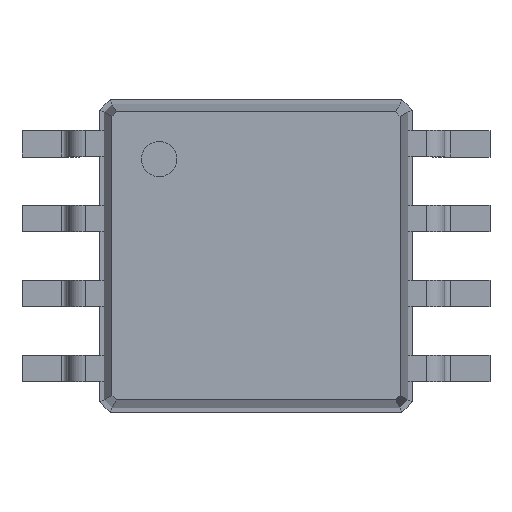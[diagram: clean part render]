
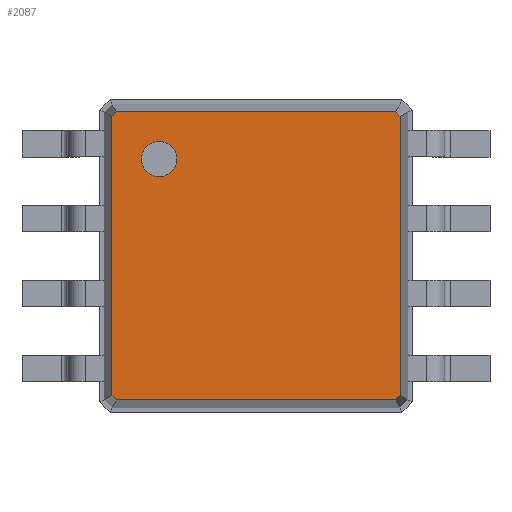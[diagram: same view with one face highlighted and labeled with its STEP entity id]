
A CAD part, top view. The second image highlights one B-rep face of the part: STEP entity #2087.
In plain terms, the highlighted planar face has unit normal (0, 0, 1).
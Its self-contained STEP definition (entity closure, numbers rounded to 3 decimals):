
#1054 = VERTEX_POINT('',#1055);
#1055 = CARTESIAN_POINT('',(2.444,-2.372,2.01));
#1060 = EDGE_CURVE('',#1061,#1054,#1063,.T.);
#1061 = VERTEX_POINT('',#1062);
#1062 = CARTESIAN_POINT('',(2.444,2.372,2.01));
#1063 = LINE('',#1064,#1065);
#1064 = CARTESIAN_POINT('',(2.444,2.372,2.01));
#1065 = VECTOR('',#1066,1.);
#1066 = DIRECTION('',(0.,-1.,0.));
#2051 = EDGE_CURVE('',#2052,#1061,#2054,.T.);
#2052 = VERTEX_POINT('',#2053);
#2053 = CARTESIAN_POINT('',(2.372,2.444,2.01));
#2054 = LINE('',#2055,#2056);
#2055 = CARTESIAN_POINT('',(2.372,2.444,2.01));
#2056 = VECTOR('',#2057,1.);
#2057 = DIRECTION('',(0.707,-0.707,0.));
#2087 = ADVANCED_FACE('',(#2088,#2138),#2149,.T.);
#2088 = FACE_BOUND('',#2089,.T.);
#2089 = EDGE_LOOP('',(#2090,#2098,#2106,#2114,#2122,#2130,#2136,#2137));
#2090 = ORIENTED_EDGE('',*,*,#2091,.F.);
#2091 = EDGE_CURVE('',#2092,#2052,#2094,.T.);
#2092 = VERTEX_POINT('',#2093);
#2093 = CARTESIAN_POINT('',(-2.372,2.444,2.01));
#2094 = LINE('',#2095,#2096);
#2095 = CARTESIAN_POINT('',(-2.372,2.444,2.01));
#2096 = VECTOR('',#2097,1.);
#2097 = DIRECTION('',(1.,0.,0.));
#2098 = ORIENTED_EDGE('',*,*,#2099,.F.);
#2099 = EDGE_CURVE('',#2100,#2092,#2102,.T.);
#2100 = VERTEX_POINT('',#2101);
#2101 = CARTESIAN_POINT('',(-2.444,2.372,2.01));
#2102 = LINE('',#2103,#2104);
#2103 = CARTESIAN_POINT('',(-2.444,2.372,2.01));
#2104 = VECTOR('',#2105,1.);
#2105 = DIRECTION('',(0.707,0.707,0.));
#2106 = ORIENTED_EDGE('',*,*,#2107,.F.);
#2107 = EDGE_CURVE('',#2108,#2100,#2110,.T.);
#2108 = VERTEX_POINT('',#2109);
#2109 = CARTESIAN_POINT('',(-2.444,-2.372,2.01));
#2110 = LINE('',#2111,#2112);
#2111 = CARTESIAN_POINT('',(-2.444,-2.372,2.01));
#2112 = VECTOR('',#2113,1.);
#2113 = DIRECTION('',(0.,1.,0.));
#2114 = ORIENTED_EDGE('',*,*,#2115,.F.);
#2115 = EDGE_CURVE('',#2116,#2108,#2118,.T.);
#2116 = VERTEX_POINT('',#2117);
#2117 = CARTESIAN_POINT('',(-2.372,-2.444,2.01));
#2118 = LINE('',#2119,#2120);
#2119 = CARTESIAN_POINT('',(-2.372,-2.444,2.01));
#2120 = VECTOR('',#2121,1.);
#2121 = DIRECTION('',(-0.707,0.707,0.));
#2122 = ORIENTED_EDGE('',*,*,#2123,.F.);
#2123 = EDGE_CURVE('',#2124,#2116,#2126,.T.);
#2124 = VERTEX_POINT('',#2125);
#2125 = CARTESIAN_POINT('',(2.372,-2.444,2.01));
#2126 = LINE('',#2127,#2128);
#2127 = CARTESIAN_POINT('',(2.372,-2.444,2.01));
#2128 = VECTOR('',#2129,1.);
#2129 = DIRECTION('',(-1.,0.,0.));
#2130 = ORIENTED_EDGE('',*,*,#2131,.F.);
#2131 = EDGE_CURVE('',#1054,#2124,#2132,.T.);
#2132 = LINE('',#2133,#2134);
#2133 = CARTESIAN_POINT('',(2.444,-2.372,2.01));
#2134 = VECTOR('',#2135,1.);
#2135 = DIRECTION('',(-0.707,-0.707,0.));
#2136 = ORIENTED_EDGE('',*,*,#1060,.F.);
#2137 = ORIENTED_EDGE('',*,*,#2051,.F.);
#2138 = FACE_BOUND('',#2139,.T.);
#2139 = EDGE_LOOP('',(#2140));
#2140 = ORIENTED_EDGE('',*,*,#2141,.F.);
#2141 = EDGE_CURVE('',#2142,#2142,#2144,.T.);
#2142 = VERTEX_POINT('',#2143);
#2143 = CARTESIAN_POINT('',(-1.644,1.344,2.01));
#2144 = CIRCLE('',#2145,0.3);
#2145 = AXIS2_PLACEMENT_3D('',#2146,#2147,#2148);
#2146 = CARTESIAN_POINT('',(-1.644,1.644,2.01));
#2147 = DIRECTION('',(0.,0.,1.));
#2148 = DIRECTION('',(0.,-1.,0.));
#2149 = PLANE('',#2150);
#2150 = AXIS2_PLACEMENT_3D('',#2151,#2152,#2153);
#2151 = CARTESIAN_POINT('',(-2.372,2.444,2.01));
#2152 = DIRECTION('',(0.,0.,1.));
#2153 = DIRECTION('',(0.696,-0.718,0.));
